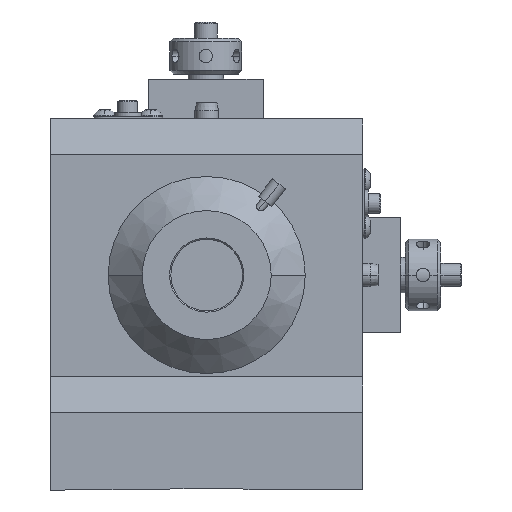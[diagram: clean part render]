
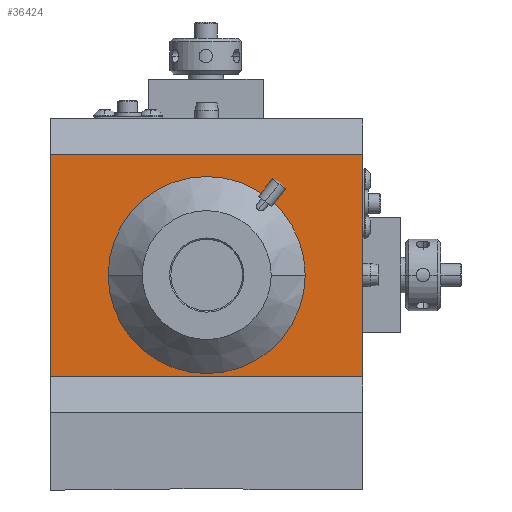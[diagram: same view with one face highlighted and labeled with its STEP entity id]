
A CAD part, left-side view. The second image highlights one B-rep face of the part: STEP entity #36424.
In plain terms, the highlighted planar face has unit normal (-1, 0, 0).
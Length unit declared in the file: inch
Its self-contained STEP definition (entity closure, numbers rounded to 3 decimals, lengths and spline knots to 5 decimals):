
#584 = CARTESIAN_POINT ( 'NONE',  ( -3.235, 1.09, 1.5 ) ) ;
#1426 = CARTESIAN_POINT ( 'NONE',  ( -3.235, 0., 0.79 ) ) ;
#3204 = DIRECTION ( 'NONE',  ( -1., 0., 0. ) ) ;
#4316 = DIRECTION ( 'NONE',  ( 0., 1., 0. ) ) ;
#6673 = AXIS2_PLACEMENT_3D ( 'NONE', #35648, #13490, #39342 ) ;
#8584 = VERTEX_POINT ( 'NONE', #27931 ) ;
#8867 = DIRECTION ( 'NONE',  ( 0., 1., 0. ) ) ;
#8912 = LINE ( 'NONE', #1426, #47155 ) ;
#9512 = EDGE_LOOP ( 'NONE', ( #12998, #14296 ) ) ;
#9695 = ORIENTED_EDGE ( 'NONE', *, *, #27479, .F. ) ;
#10960 = FACE_BOUND ( 'NONE', #9512, .T. ) ;
#11319 = CIRCLE ( 'NONE', #6673, 0.6875 ) ;
#12855 = VECTOR ( 'NONE', #23446, 39.37008 ) ;
#12998 = ORIENTED_EDGE ( 'NONE', *, *, #39386, .F. ) ;
#13490 = DIRECTION ( 'NONE',  ( -1., 0., 0. ) ) ;
#13614 = CARTESIAN_POINT ( 'NONE',  ( -3.235, 0., 2.34 ) ) ;
#14296 = ORIENTED_EDGE ( 'NONE', *, *, #16805, .F. ) ;
#14371 = PLANE ( 'NONE',  #36839 ) ;
#15524 = CARTESIAN_POINT ( 'NONE',  ( -3.235, 2.18, 0.79 ) ) ;
#16315 = DIRECTION ( 'NONE',  ( 0., 0., 1. ) ) ;
#16411 = VECTOR ( 'NONE', #16315, 39.37008 ) ;
#16805 = EDGE_CURVE ( 'NONE', #27042, #32854, #11319, .T. ) ;
#16992 = CARTESIAN_POINT ( 'NONE',  ( -3.235, 1.7775, 1.5 ) ) ;
#17339 = DIRECTION ( 'NONE',  ( 0., 1., 0. ) ) ;
#18795 = CARTESIAN_POINT ( 'NONE',  ( -3.235, 2.18, 2.34 ) ) ;
#23446 = DIRECTION ( 'NONE',  ( 0., 0., -1. ) ) ;
#23744 = EDGE_LOOP ( 'NONE', ( #47417, #9695, #46712, #29864 ) ) ;
#25180 = CIRCLE ( 'NONE', #43161, 0.6875 ) ;
#25920 = CARTESIAN_POINT ( 'NONE',  ( -3.235, 0.4025, 1.5 ) ) ;
#26513 = DIRECTION ( 'NONE',  ( -1., 0., 0. ) ) ;
#27042 = VERTEX_POINT ( 'NONE', #25920 ) ;
#27395 = VERTEX_POINT ( 'NONE', #15524 ) ;
#27479 = EDGE_CURVE ( 'NONE', #42931, #27395, #8912, .T. ) ;
#27931 = CARTESIAN_POINT ( 'NONE',  ( -3.235, 0., 2.34 ) ) ;
#29864 = ORIENTED_EDGE ( 'NONE', *, *, #38757, .T. ) ;
#31193 = CARTESIAN_POINT ( 'NONE',  ( -3.235, 0., 0.79 ) ) ;
#32835 = CARTESIAN_POINT ( 'NONE',  ( -3.235, 0., 2.34 ) ) ;
#32854 = VERTEX_POINT ( 'NONE', #16992 ) ;
#34569 = EDGE_CURVE ( 'NONE', #42931, #8584, #44776, .T. ) ;
#35142 = EDGE_CURVE ( 'NONE', #40432, #27395, #41208, .T. ) ;
#35648 = CARTESIAN_POINT ( 'NONE',  ( -3.235, 1.09, 1.5 ) ) ;
#36424 = ADVANCED_FACE ( 'NONE', ( #40453, #10960 ), #14371, .T. ) ;
#36839 = AXIS2_PLACEMENT_3D ( 'NONE', #32835, #3204, #40238 ) ;
#38529 = VECTOR ( 'NONE', #17339, 39.37008 ) ;
#38757 = EDGE_CURVE ( 'NONE', #8584, #40432, #39677, .T. ) ;
#39218 = CARTESIAN_POINT ( 'NONE',  ( -3.235, 0., 0.79 ) ) ;
#39342 = DIRECTION ( 'NONE',  ( 0., 1., 0. ) ) ;
#39386 = EDGE_CURVE ( 'NONE', #32854, #27042, #25180, .T. ) ;
#39677 = LINE ( 'NONE', #13614, #38529 ) ;
#40238 = DIRECTION ( 'NONE',  ( 0., 0., -1. ) ) ;
#40432 = VERTEX_POINT ( 'NONE', #18795 ) ;
#40453 = FACE_OUTER_BOUND ( 'NONE', #23744, .T. ) ;
#41208 = LINE ( 'NONE', #45622, #12855 ) ;
#42931 = VERTEX_POINT ( 'NONE', #39218 ) ;
#43161 = AXIS2_PLACEMENT_3D ( 'NONE', #584, #26513, #4316 ) ;
#44776 = LINE ( 'NONE', #31193, #16411 ) ;
#45622 = CARTESIAN_POINT ( 'NONE',  ( -3.235, 2.18, 2.34 ) ) ;
#46712 = ORIENTED_EDGE ( 'NONE', *, *, #34569, .T. ) ;
#47155 = VECTOR ( 'NONE', #8867, 39.37008 ) ;
#47417 = ORIENTED_EDGE ( 'NONE', *, *, #35142, .T. ) ;
